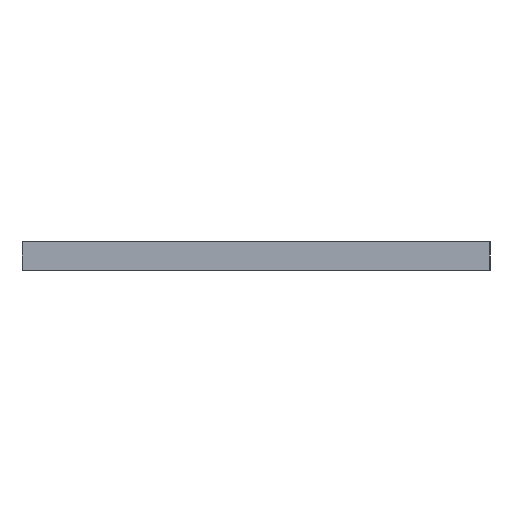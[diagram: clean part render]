
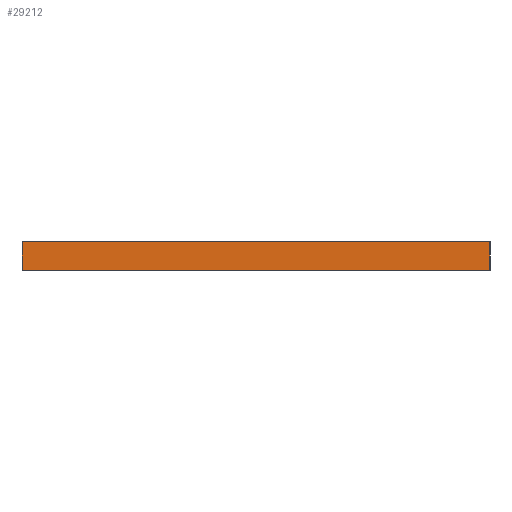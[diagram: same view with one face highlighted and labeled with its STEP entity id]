
A CAD part, left-side view. The second image highlights one B-rep face of the part: STEP entity #29212.
In plain terms, the highlighted planar face has unit normal (-1, 0, 0).
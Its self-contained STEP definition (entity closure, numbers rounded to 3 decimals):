
#726=PLANE('',#32494);
#3630=LINE('',#51991,#6142);
#3638=LINE('',#52006,#6150);
#3639=LINE('',#52008,#6151);
#3640=LINE('',#52009,#6152);
#6142=VECTOR('',#41507,10.);
#6150=VECTOR('',#41519,10.);
#6151=VECTOR('',#41522,10.);
#6152=VECTOR('',#41523,10.);
#8606=FACE_OUTER_BOUND('',#10262,.T.);
#10262=EDGE_LOOP('',(#26847,#26848,#26849,#26850));
#14516=VERTEX_POINT('',#51988);
#14517=VERTEX_POINT('',#51990);
#14521=VERTEX_POINT('',#52002);
#14522=VERTEX_POINT('',#52004);
#18824=EDGE_CURVE('',#14516,#14517,#3630,.T.);
#18832=EDGE_CURVE('',#14521,#14522,#3638,.T.);
#18833=EDGE_CURVE('',#14516,#14521,#3639,.T.);
#18834=EDGE_CURVE('',#14517,#14522,#3640,.T.);
#26847=ORIENTED_EDGE('',*,*,#18833,.T.);
#26848=ORIENTED_EDGE('',*,*,#18832,.T.);
#26849=ORIENTED_EDGE('',*,*,#18834,.F.);
#26850=ORIENTED_EDGE('',*,*,#18824,.F.);
#29212=ADVANCED_FACE('',(#8606),#726,.T.);
#32494=AXIS2_PLACEMENT_3D('',#52007,#41520,#41521);
#41507=DIRECTION('',(0.,0.,1.));
#41519=DIRECTION('',(0.,0.,1.));
#41520=DIRECTION('center_axis',(-1.,0.,0.));
#41521=DIRECTION('ref_axis',(0.,-1.,0.));
#41522=DIRECTION('',(0.,-1.,0.));
#41523=DIRECTION('',(0.,-1.,0.));
#51988=CARTESIAN_POINT('',(0.,280.,0.));
#51990=CARTESIAN_POINT('',(0.,280.,17.));
#51991=CARTESIAN_POINT('',(0.,280.,0.));
#52002=CARTESIAN_POINT('',(0.,0.,0.));
#52004=CARTESIAN_POINT('',(0.,0.,17.));
#52006=CARTESIAN_POINT('',(0.,0.,0.));
#52007=CARTESIAN_POINT('Origin',(0.,280.,0.));
#52008=CARTESIAN_POINT('',(0.,280.,0.));
#52009=CARTESIAN_POINT('',(0.,280.,17.));
